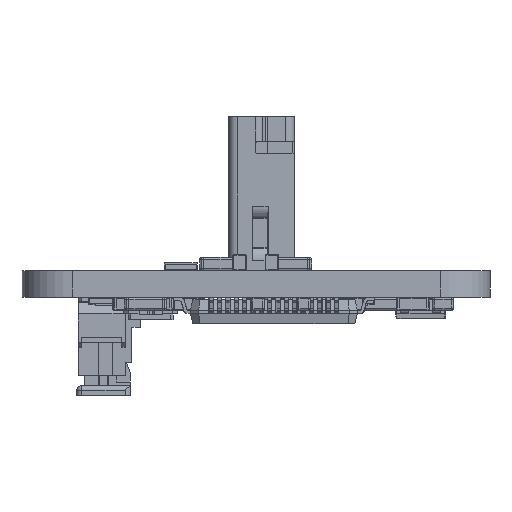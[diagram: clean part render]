
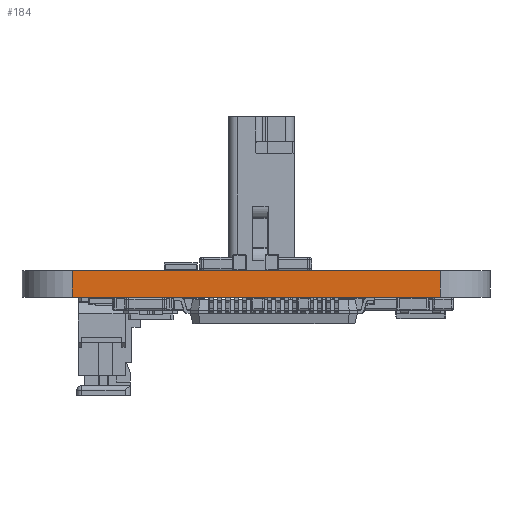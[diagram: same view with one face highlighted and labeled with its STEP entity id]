
A CAD part, left-side view. The second image highlights one B-rep face of the part: STEP entity #184.
In plain terms, the highlighted planar face has unit normal (-1, 0, 0).
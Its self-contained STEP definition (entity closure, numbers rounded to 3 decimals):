
#184 = ADVANCED_FACE('',(#185),#219,.T.);
#185 = FACE_BOUND('',#186,.T.);
#186 = EDGE_LOOP('',(#187,#197,#205,#213));
#187 = ORIENTED_EDGE('',*,*,#188,.T.);
#188 = EDGE_CURVE('',#189,#191,#193,.T.);
#189 = VERTEX_POINT('',#190);
#190 = CARTESIAN_POINT('',(0.,2.962,-1.591));
#191 = VERTEX_POINT('',#192);
#192 = CARTESIAN_POINT('',(0.,2.962,0.));
#193 = LINE('',#194,#195);
#194 = CARTESIAN_POINT('',(0.,2.962,-1.591));
#195 = VECTOR('',#196,1.);
#196 = DIRECTION('',(0.,0.,1.));
#197 = ORIENTED_EDGE('',*,*,#198,.T.);
#198 = EDGE_CURVE('',#191,#199,#201,.T.);
#199 = VERTEX_POINT('',#200);
#200 = CARTESIAN_POINT('',(0.,25.005,0.)
  );
#201 = LINE('',#202,#203);
#202 = CARTESIAN_POINT('',(0.,2.962,0.));
#203 = VECTOR('',#204,1.);
#204 = DIRECTION('',(0.,1.,0.));
#205 = ORIENTED_EDGE('',*,*,#206,.F.);
#206 = EDGE_CURVE('',#207,#199,#209,.T.);
#207 = VERTEX_POINT('',#208);
#208 = CARTESIAN_POINT('',(0.,25.005,
    -1.591));
#209 = LINE('',#210,#211);
#210 = CARTESIAN_POINT('',(0.,25.005,
    -1.591));
#211 = VECTOR('',#212,1.);
#212 = DIRECTION('',(0.,0.,1.));
#213 = ORIENTED_EDGE('',*,*,#214,.F.);
#214 = EDGE_CURVE('',#189,#207,#215,.T.);
#215 = LINE('',#216,#217);
#216 = CARTESIAN_POINT('',(0.,2.962,-1.591));
#217 = VECTOR('',#218,1.);
#218 = DIRECTION('',(0.,1.,0.));
#219 = PLANE('',#220);
#220 = AXIS2_PLACEMENT_3D('',#221,#222,#223);
#221 = CARTESIAN_POINT('',(0.,2.962,-1.591));
#222 = DIRECTION('',(-1.,0.,0.));
#223 = DIRECTION('',(0.,1.,0.));
